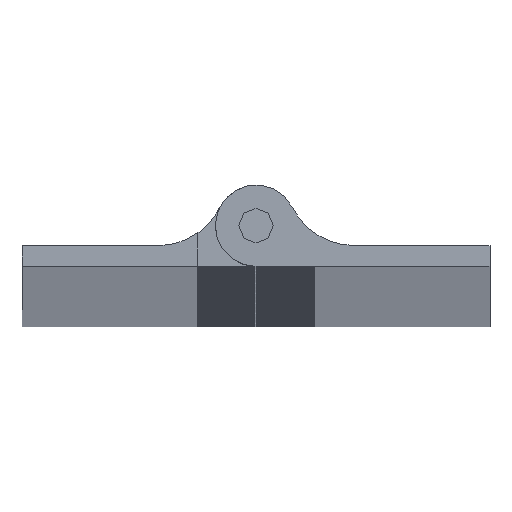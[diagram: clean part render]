
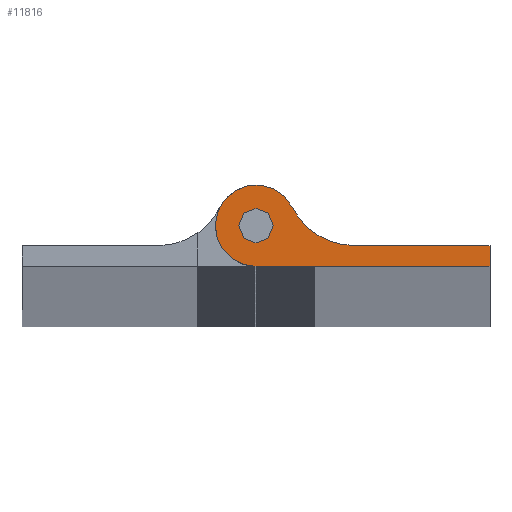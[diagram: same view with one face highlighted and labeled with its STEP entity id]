
A CAD part, top view. The second image highlights one B-rep face of the part: STEP entity #11816.
In plain terms, the highlighted planar face has unit normal (0, 0, 1).
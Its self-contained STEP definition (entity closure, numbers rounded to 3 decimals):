
#795 = DIRECTION ( 'NONE',  ( -1., 0., 0. ) ) ;
#1246 = CARTESIAN_POINT ( 'NONE',  ( -2.35, 0., 1000. ) ) ;
#1503 = VERTEX_POINT ( 'NONE', #24839 ) ;
#2704 = ORIENTED_EDGE ( 'NONE', *, *, #8430, .F. ) ;
#2942 = VERTEX_POINT ( 'NONE', #10118 ) ;
#3225 = VERTEX_POINT ( 'NONE', #1246 ) ;
#3833 = AXIS2_PLACEMENT_3D ( 'NONE', #23467, #15963, #12180 ) ;
#4073 = AXIS2_PLACEMENT_3D ( 'NONE', #26399, #15139, #11381 ) ;
#4104 = VERTEX_POINT ( 'NONE', #20988 ) ;
#4566 = DIRECTION ( 'NONE',  ( 0., 0., -1. ) ) ;
#4743 = EDGE_CURVE ( 'NONE', #7554, #4104, #28418, .T. ) ;
#4863 = LINE ( 'NONE', #30293, #19577 ) ;
#5273 = EDGE_CURVE ( 'NONE', #4104, #10325, #22710, .T. ) ;
#5653 = CIRCLE ( 'NONE', #14055, 1. ) ;
#6006 = CARTESIAN_POINT ( 'NONE',  ( 13.5, -2.35, 1000. ) ) ;
#7554 = VERTEX_POINT ( 'NONE', #6006 ) ;
#8333 = CARTESIAN_POINT ( 'NONE',  ( 0., 0., 1000. ) ) ;
#8430 = EDGE_CURVE ( 'NONE', #33258, #20332, #19209, .T. ) ;
#9206 = CARTESIAN_POINT ( 'NONE',  ( 0., 0., 1000. ) ) ;
#9322 = EDGE_CURVE ( 'NONE', #3225, #1503, #16607, .T. ) ;
#10118 = CARTESIAN_POINT ( 'NONE',  ( 2.1, 1.055, 1000. ) ) ;
#10325 = VERTEX_POINT ( 'NONE', #15517 ) ;
#10727 = DIRECTION ( 'NONE',  ( 1., 0., 0. ) ) ;
#10829 = ORIENTED_EDGE ( 'NONE', *, *, #29923, .F. ) ;
#11381 = DIRECTION ( 'NONE',  ( -1., 0., 0. ) ) ;
#11816 = ADVANCED_FACE ( 'NONE', ( #28788, #36400 ), #12075, .F. ) ;
#12075 = PLANE ( 'NONE',  #35445 ) ;
#12097 = ORIENTED_EDGE ( 'NONE', *, *, #4743, .T. ) ;
#12180 = DIRECTION ( 'NONE',  ( 1., 0., 0. ) ) ;
#12551 = CARTESIAN_POINT ( 'NONE',  ( -1., 0., 1000. ) ) ;
#13161 = ORIENTED_EDGE ( 'NONE', *, *, #25929, .T. ) ;
#14034 = CIRCLE ( 'NONE', #4073, 2.35 ) ;
#14055 = AXIS2_PLACEMENT_3D ( 'NONE', #29105, #17858, #14091 ) ;
#14091 = DIRECTION ( 'NONE',  ( 1., 0., 0. ) ) ;
#14484 = DIRECTION ( 'NONE',  ( 0., 0., -1. ) ) ;
#15139 = DIRECTION ( 'NONE',  ( 0., 0., 1. ) ) ;
#15172 = DIRECTION ( 'NONE',  ( -1., 0., 0. ) ) ;
#15517 = CARTESIAN_POINT ( 'NONE',  ( 5.675, -1.15, 1000. ) ) ;
#15963 = DIRECTION ( 'NONE',  ( 0., 0., 1. ) ) ;
#16568 = CARTESIAN_POINT ( 'NONE',  ( 1., 0., 1000. ) ) ;
#16607 = CIRCLE ( 'NONE', #31088, 2.35 ) ;
#17418 = VECTOR ( 'NONE', #20921, 1000. ) ;
#17858 = DIRECTION ( 'NONE',  ( 0., 0., 1. ) ) ;
#18256 = CARTESIAN_POINT ( 'NONE',  ( 5.675, 2.85, 1000. ) ) ;
#18422 = ORIENTED_EDGE ( 'NONE', *, *, #5273, .T. ) ;
#18957 = CARTESIAN_POINT ( 'NONE',  ( 13.5, -1.15, 1000. ) ) ;
#19108 = VECTOR ( 'NONE', #15172, 1000. ) ;
#19209 = CIRCLE ( 'NONE', #3833, 1. ) ;
#19577 = VECTOR ( 'NONE', #26516, 1000. ) ;
#20332 = VERTEX_POINT ( 'NONE', #12551 ) ;
#20484 = ORIENTED_EDGE ( 'NONE', *, *, #9322, .T. ) ;
#20921 = DIRECTION ( 'NONE',  ( 0., 1., 0. ) ) ;
#20988 = CARTESIAN_POINT ( 'NONE',  ( 13.5, -1.15, 1000. ) ) ;
#22710 = LINE ( 'NONE', #18957, #19108 ) ;
#23074 = EDGE_CURVE ( 'NONE', #10325, #2942, #29193, .T. ) ;
#23467 = CARTESIAN_POINT ( 'NONE',  ( 0., 0., 1000. ) ) ;
#24691 = CARTESIAN_POINT ( 'NONE',  ( 13.5, -2.35, 1000. ) ) ;
#24839 = CARTESIAN_POINT ( 'NONE',  ( 0., -2.35, 1000. ) ) ;
#25006 = AXIS2_PLACEMENT_3D ( 'NONE', #18256, #14484, #10727 ) ;
#25929 = EDGE_CURVE ( 'NONE', #1503, #7554, #4863, .T. ) ;
#26265 = EDGE_LOOP ( 'NONE', ( #35069, #20484, #13161, #12097, #18422, #29402 ) ) ;
#26399 = CARTESIAN_POINT ( 'NONE',  ( 0., 0., 1000. ) ) ;
#26516 = DIRECTION ( 'NONE',  ( 1., 0., 0. ) ) ;
#27096 = DIRECTION ( 'NONE',  ( -1., 0., 0. ) ) ;
#28418 = LINE ( 'NONE', #24691, #17418 ) ;
#28788 = FACE_OUTER_BOUND ( 'NONE', #26265, .T. ) ;
#29105 = CARTESIAN_POINT ( 'NONE',  ( 0., 0., 1000. ) ) ;
#29193 = CIRCLE ( 'NONE', #25006, 4. ) ;
#29402 = ORIENTED_EDGE ( 'NONE', *, *, #23074, .T. ) ;
#29923 = EDGE_CURVE ( 'NONE', #20332, #33258, #5653, .T. ) ;
#30293 = CARTESIAN_POINT ( 'NONE',  ( 0., -2.35, 1000. ) ) ;
#30870 = DIRECTION ( 'NONE',  ( 0., 0., 1. ) ) ;
#31088 = AXIS2_PLACEMENT_3D ( 'NONE', #9206, #30870, #27096 ) ;
#33258 = VERTEX_POINT ( 'NONE', #16568 ) ;
#33720 = EDGE_LOOP ( 'NONE', ( #10829, #2704 ) ) ;
#34435 = EDGE_CURVE ( 'NONE', #2942, #3225, #14034, .T. ) ;
#35069 = ORIENTED_EDGE ( 'NONE', *, *, #34435, .T. ) ;
#35445 = AXIS2_PLACEMENT_3D ( 'NONE', #8333, #4566, #795 ) ;
#36400 = FACE_BOUND ( 'NONE', #33720, .T. ) ;
